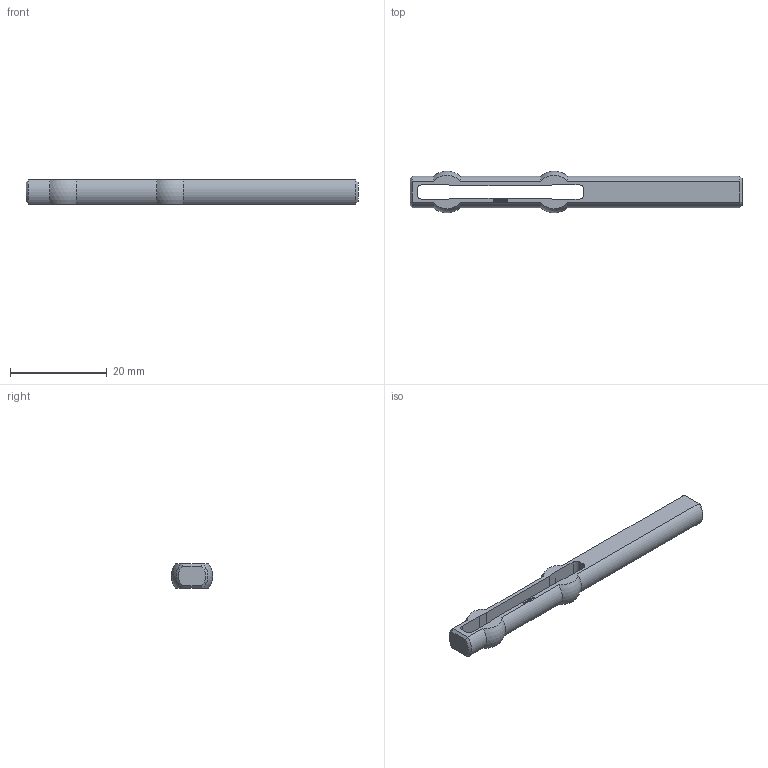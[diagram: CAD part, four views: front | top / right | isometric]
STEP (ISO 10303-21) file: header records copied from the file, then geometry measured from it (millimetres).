
FILE_DESCRIPTION(('FreeCAD Model'),'2;1');
FILE_NAME('Open CASCADE Shape Model','2022-07-11T18:35:00',(''),(''), 'Open CASCADE STEP processor 7.5','FreeCAD','Unknown');
FILE_SCHEMA(('AUTOMOTIVE_DESIGN { 1 0 10303 214 1 1 1 1 }'));
Length unit declared in the file: millimetre
Products named in the file (1): Pin SPP INR LCT UDR BU03.00x02.50 - SPN-PIN-0182
Bounding box: 68.75 x 8.54 x 5 mm (x, y, z)
Volume: 1633.6 mm3; surface area: 1643.9 mm2
Topology: 1 solids, 1 shells, 488 faces, 1363 edges, 906 vertices
Faces by surface type: plane 340, bspline 130, cylinder 10, cone 4, sphere 4
Entity records: 34874 total; most frequent: CARTESIAN_POINT 9302, DIRECTION 4017, LINE 3225, VECTOR 3225, ORIENTED_EDGE 2726, PCURVE 2726, DEFINITIONAL_REPRESENTATION 2726, EDGE_CURVE 1363
